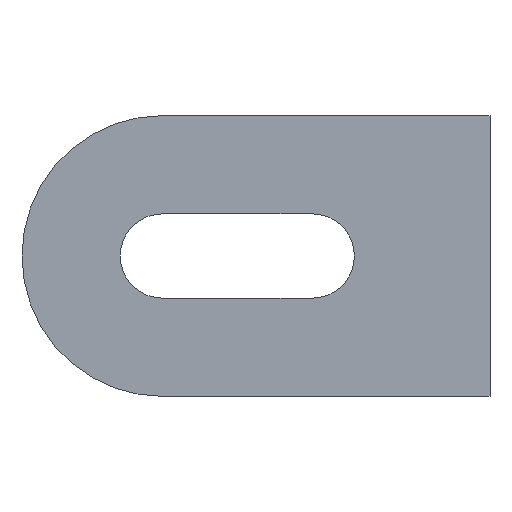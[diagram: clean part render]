
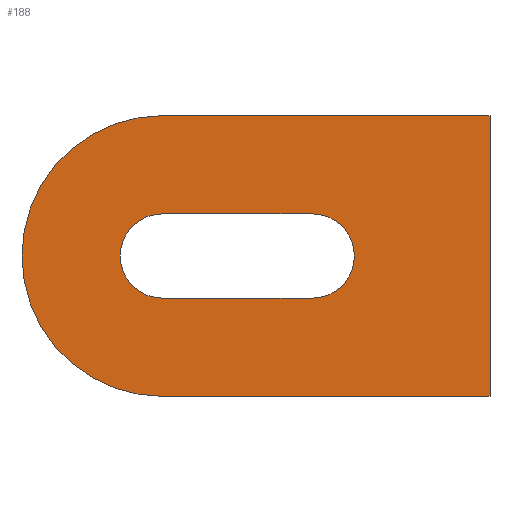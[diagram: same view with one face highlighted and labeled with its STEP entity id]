
A CAD part, front view. The second image highlights one B-rep face of the part: STEP entity #188.
In plain terms, the highlighted planar face has unit normal (0, -1, 0).
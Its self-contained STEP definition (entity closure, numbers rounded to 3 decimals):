
#16=FACE_BOUND('',#47,.T.);
#17=CIRCLE('',#214,4.5);
#19=CIRCLE('',#218,4.5);
#21=CIRCLE('',#223,15.);
#35=FACE_OUTER_BOUND('',#46,.T.);
#46=EDGE_LOOP('',(#164,#165,#166,#167));
#47=EDGE_LOOP('',(#168,#169,#170,#171));
#48=LINE('',#284,#66);
#53=LINE('',#298,#71);
#56=LINE('',#308,#74);
#60=LINE('',#316,#78);
#64=LINE('',#327,#82);
#66=VECTOR('',#232,10.);
#71=VECTOR('',#245,10.);
#74=VECTOR('',#256,10.);
#78=VECTOR('',#262,10.);
#82=VECTOR('',#274,10.);
#84=VERTEX_POINT('',#282);
#85=VERTEX_POINT('',#283);
#88=VERTEX_POINT('',#291);
#90=VERTEX_POINT('',#297);
#92=VERTEX_POINT('',#306);
#93=VERTEX_POINT('',#307);
#96=VERTEX_POINT('',#315);
#98=VERTEX_POINT('',#321);
#100=EDGE_CURVE('',#84,#85,#48,.T.);
#104=EDGE_CURVE('',#88,#84,#17,.T.);
#107=EDGE_CURVE('',#90,#88,#53,.T.);
#110=EDGE_CURVE('',#85,#90,#19,.T.);
#112=EDGE_CURVE('',#92,#93,#56,.T.);
#116=EDGE_CURVE('',#96,#92,#60,.T.);
#119=EDGE_CURVE('',#98,#96,#21,.T.);
#122=EDGE_CURVE('',#93,#98,#64,.T.);
#164=ORIENTED_EDGE('',*,*,#122,.F.);
#165=ORIENTED_EDGE('',*,*,#112,.F.);
#166=ORIENTED_EDGE('',*,*,#116,.F.);
#167=ORIENTED_EDGE('',*,*,#119,.F.);
#168=ORIENTED_EDGE('',*,*,#110,.F.);
#169=ORIENTED_EDGE('',*,*,#100,.F.);
#170=ORIENTED_EDGE('',*,*,#104,.F.);
#171=ORIENTED_EDGE('',*,*,#107,.F.);
#178=PLANE('',#227);
#188=ADVANCED_FACE('',(#35,#16),#178,.F.);
#214=AXIS2_PLACEMENT_3D('',#292,#238,#239);
#218=AXIS2_PLACEMENT_3D('',#303,#250,#251);
#223=AXIS2_PLACEMENT_3D('',#322,#267,#268);
#227=AXIS2_PLACEMENT_3D('',#330,#278,#279);
#232=DIRECTION('',(-1.,0.,0.));
#238=DIRECTION('center_axis',(0.,-1.,0.));
#239=DIRECTION('ref_axis',(0.,0.,-1.));
#245=DIRECTION('',(1.,0.,0.));
#250=DIRECTION('center_axis',(0.,-1.,0.));
#251=DIRECTION('ref_axis',(0.,0.,1.));
#256=DIRECTION('',(0.,0.,-1.));
#262=DIRECTION('',(1.,0.,0.));
#267=DIRECTION('center_axis',(0.,1.,0.));
#268=DIRECTION('ref_axis',(0.,0.,-1.));
#274=DIRECTION('',(-1.,0.,0.));
#278=DIRECTION('center_axis',(0.,1.,0.));
#279=DIRECTION('ref_axis',(0.,0.,1.));
#282=CARTESIAN_POINT('',(-19.,0.,-10.5));
#283=CARTESIAN_POINT('',(-35.,0.,-10.5));
#284=CARTESIAN_POINT('',(-19.,0.,-10.5));
#291=CARTESIAN_POINT('',(-19.,0.,-19.5));
#292=CARTESIAN_POINT('Origin',(-19.,0.,-15.));
#297=CARTESIAN_POINT('',(-35.,0.,-19.5));
#298=CARTESIAN_POINT('',(-35.,0.,-19.5));
#303=CARTESIAN_POINT('Origin',(-35.,0.,-15.));
#306=CARTESIAN_POINT('',(0.,0.,0.));
#307=CARTESIAN_POINT('',(0.,0.,-30.));
#308=CARTESIAN_POINT('',(0.,0.,0.));
#315=CARTESIAN_POINT('',(-35.,0.,0.));
#316=CARTESIAN_POINT('',(-35.,0.,0.));
#321=CARTESIAN_POINT('',(-35.,0.,-30.));
#322=CARTESIAN_POINT('Origin',(-35.,0.,-15.));
#327=CARTESIAN_POINT('',(0.,0.,-30.));
#330=CARTESIAN_POINT('Origin',(-25.,0.,-15.));
